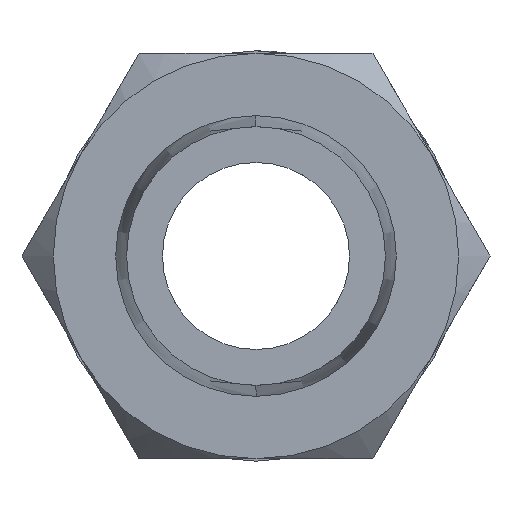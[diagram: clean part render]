
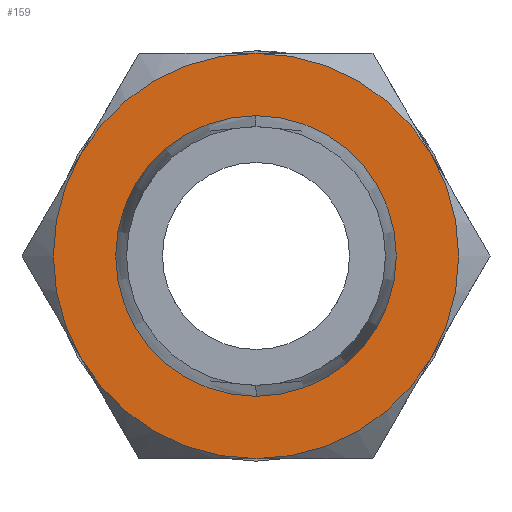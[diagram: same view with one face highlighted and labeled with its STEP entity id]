
A CAD part, left-side view. The second image highlights one B-rep face of the part: STEP entity #159.
In plain terms, the highlighted planar face has unit normal (-1, 0, 0).
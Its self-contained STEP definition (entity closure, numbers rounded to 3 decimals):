
#3 = DIRECTION ( 'NONE',  ( 0., 0., -1. ) ) ;
#134 = DIRECTION ( 'NONE',  ( 1., 0., 0. ) ) ;
#159 = ADVANCED_FACE ( 'NONE', ( #2788, #2881 ), #900, .F. ) ;
#232 = CARTESIAN_POINT ( 'NONE',  ( 10., 5.629, -3.25 ) ) ;
#233 = VERTEX_POINT ( 'NONE', #5766 ) ;
#266 = CIRCLE ( 'NONE', #5790, 6.5 ) ;
#311 = ORIENTED_EDGE ( 'NONE', *, *, #1233, .F. ) ;
#412 = DIRECTION ( 'NONE',  ( 1., 0., 0. ) ) ;
#617 = VERTEX_POINT ( 'NONE', #1107 ) ;
#670 = VERTEX_POINT ( 'NONE', #3396 ) ;
#727 = VERTEX_POINT ( 'NONE', #232 ) ;
#742 = CIRCLE ( 'NONE', #1151, 6.5 ) ;
#750 = AXIS2_PLACEMENT_3D ( 'NONE', #2142, #2200, #5902 ) ;
#790 = AXIS2_PLACEMENT_3D ( 'NONE', #3741, #5143, #5615 ) ;
#900 = PLANE ( 'NONE',  #790 ) ;
#952 = EDGE_CURVE ( 'NONE', #4876, #727, #3722, .T. ) ;
#1057 = CIRCLE ( 'NONE', #4980, 6.5 ) ;
#1107 = CARTESIAN_POINT ( 'NONE',  ( 10., 0., 6.5 ) ) ;
#1151 = AXIS2_PLACEMENT_3D ( 'NONE', #4640, #412, #4332 ) ;
#1233 = EDGE_CURVE ( 'NONE', #233, #4434, #1348, .T. ) ;
#1348 = CIRCLE ( 'NONE', #4798, 4.5 ) ;
#1444 = DIRECTION ( 'NONE',  ( -1., 0., 0. ) ) ;
#1930 = CARTESIAN_POINT ( 'NONE',  ( 10., 0., -6.5 ) ) ;
#2084 = DIRECTION ( 'NONE',  ( 0., 0., 1. ) ) ;
#2142 = CARTESIAN_POINT ( 'NONE',  ( 10., 0., 0. ) ) ;
#2200 = DIRECTION ( 'NONE',  ( 1., 0., 0. ) ) ;
#2350 = CARTESIAN_POINT ( 'NONE',  ( 10., 0., 0. ) ) ;
#2368 = DIRECTION ( 'NONE',  ( 0., 0., -1. ) ) ;
#2433 = CARTESIAN_POINT ( 'NONE',  ( 10., 0., 0. ) ) ;
#2472 = VERTEX_POINT ( 'NONE', #2600 ) ;
#2600 = CARTESIAN_POINT ( 'NONE',  ( 10., -5.629, 3.25 ) ) ;
#2788 = FACE_BOUND ( 'NONE', #3152, .T. ) ;
#2841 = CIRCLE ( 'NONE', #750, 6.5 ) ;
#2852 = ORIENTED_EDGE ( 'NONE', *, *, #5878, .T. ) ;
#2881 = FACE_OUTER_BOUND ( 'NONE', #4058, .T. ) ;
#2978 = DIRECTION ( 'NONE',  ( 0., 0., 1. ) ) ;
#3053 = ORIENTED_EDGE ( 'NONE', *, *, #4063, .F. ) ;
#3117 = AXIS2_PLACEMENT_3D ( 'NONE', #2433, #1444, #5787 ) ;
#3152 = EDGE_LOOP ( 'NONE', ( #3827, #311 ) ) ;
#3360 = DIRECTION ( 'NONE',  ( -1., 0., 0. ) ) ;
#3396 = CARTESIAN_POINT ( 'NONE',  ( 10., 5.629, 3.25 ) ) ;
#3448 = CARTESIAN_POINT ( 'NONE',  ( 10., 0., 0. ) ) ;
#3562 = DIRECTION ( 'NONE',  ( -1., 0., 0. ) ) ;
#3582 = ORIENTED_EDGE ( 'NONE', *, *, #952, .F. ) ;
#3598 = VERTEX_POINT ( 'NONE', #3987 ) ;
#3666 = DIRECTION ( 'NONE',  ( 1., 0., 0. ) ) ;
#3722 = CIRCLE ( 'NONE', #5780, 6.5 ) ;
#3727 = CIRCLE ( 'NONE', #6085, 6.5 ) ;
#3741 = CARTESIAN_POINT ( 'NONE',  ( 10., 0., 0. ) ) ;
#3755 = ORIENTED_EDGE ( 'NONE', *, *, #5699, .F. ) ;
#3756 = CARTESIAN_POINT ( 'NONE',  ( 10., 0., 0. ) ) ;
#3817 = CIRCLE ( 'NONE', #3117, 4.5 ) ;
#3827 = ORIENTED_EDGE ( 'NONE', *, *, #3921, .F. ) ;
#3880 = DIRECTION ( 'NONE',  ( 1., 0., 0. ) ) ;
#3921 = EDGE_CURVE ( 'NONE', #4434, #233, #3817, .T. ) ;
#3987 = CARTESIAN_POINT ( 'NONE',  ( 10., -5.629, -3.25 ) ) ;
#4058 = EDGE_LOOP ( 'NONE', ( #3582, #5388, #4629, #3755, #2852, #3053 ) ) ;
#4063 = EDGE_CURVE ( 'NONE', #727, #670, #742, .T. ) ;
#4332 = DIRECTION ( 'NONE',  ( 0., 0., -1. ) ) ;
#4434 = VERTEX_POINT ( 'NONE', #5384 ) ;
#4629 = ORIENTED_EDGE ( 'NONE', *, *, #5865, .F. ) ;
#4640 = CARTESIAN_POINT ( 'NONE',  ( 10., 0., 0. ) ) ;
#4798 = AXIS2_PLACEMENT_3D ( 'NONE', #4910, #3562, #2084 ) ;
#4876 = VERTEX_POINT ( 'NONE', #1930 ) ;
#4910 = CARTESIAN_POINT ( 'NONE',  ( 10., 0., 0. ) ) ;
#4980 = AXIS2_PLACEMENT_3D ( 'NONE', #2350, #3880, #3 ) ;
#5143 = DIRECTION ( 'NONE',  ( 1., 0., 0. ) ) ;
#5220 = DIRECTION ( 'NONE',  ( 0., 0., -1. ) ) ;
#5310 = CARTESIAN_POINT ( 'NONE',  ( 10., 0., 0. ) ) ;
#5384 = CARTESIAN_POINT ( 'NONE',  ( 10., 0., 4.5 ) ) ;
#5388 = ORIENTED_EDGE ( 'NONE', *, *, #5499, .F. ) ;
#5499 = EDGE_CURVE ( 'NONE', #3598, #4876, #1057, .T. ) ;
#5615 = DIRECTION ( 'NONE',  ( 0., 0., -1. ) ) ;
#5699 = EDGE_CURVE ( 'NONE', #617, #2472, #2841, .T. ) ;
#5766 = CARTESIAN_POINT ( 'NONE',  ( 10., 0., -4.5 ) ) ;
#5780 = AXIS2_PLACEMENT_3D ( 'NONE', #3756, #3666, #2368 ) ;
#5787 = DIRECTION ( 'NONE',  ( 0., 0., 1. ) ) ;
#5790 = AXIS2_PLACEMENT_3D ( 'NONE', #5310, #3360, #2978 ) ;
#5865 = EDGE_CURVE ( 'NONE', #2472, #3598, #3727, .T. ) ;
#5878 = EDGE_CURVE ( 'NONE', #617, #670, #266, .T. ) ;
#5902 = DIRECTION ( 'NONE',  ( 0., 0., -1. ) ) ;
#6085 = AXIS2_PLACEMENT_3D ( 'NONE', #3448, #134, #5220 ) ;
